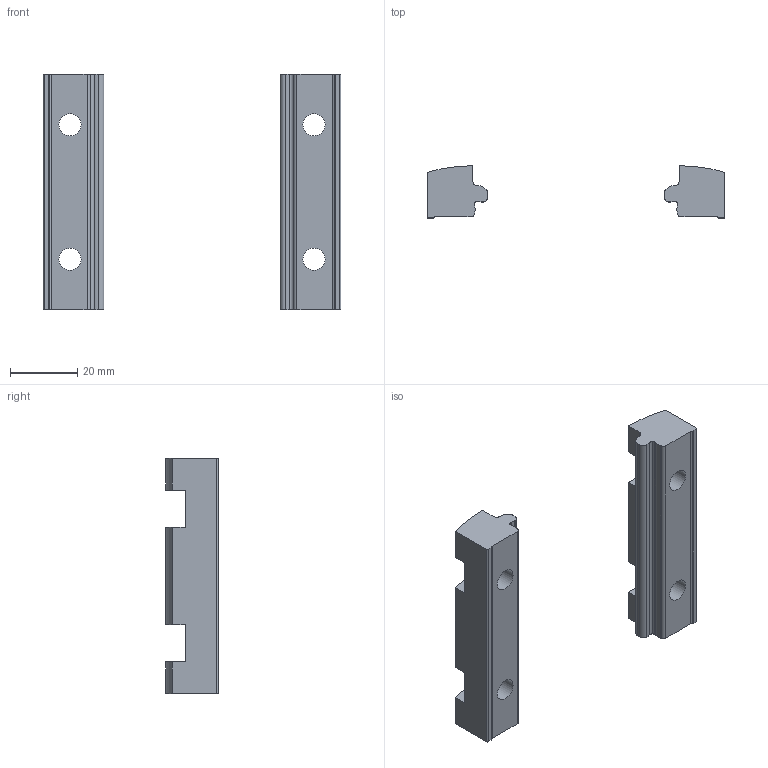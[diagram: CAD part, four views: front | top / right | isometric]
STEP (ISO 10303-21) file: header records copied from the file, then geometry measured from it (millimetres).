
FILE_DESCRIPTION(/* description */ ('STEP AP214'),/* implementation_level */ '2;1');
FILE_NAME(/* name */ '8197132_EAHF-E24-60-P',/* time_stamp */ '2024-08-21T04:46:20+02:00',/* author */ ('License CC BY-ND 4.0'),/* organization */ ('CADENAS'),/* preprocessor_version */ 'ST-DEVELOPER v19.3',/* originating_system */ 'PARTsolutions',/* authorisation */ ' ');
FILE_SCHEMA (('AUTOMOTIVE_DESIGN {1 0 10303 214 3 1 1}'));
Length unit declared in the file: millimetre
Products named in the file (2): 8197132 EAHF-E24-60-P---(60_400); 8196917 EAHF-E24-60-P---(400)
Assembly tree (2 placements, depth 2):
  8197132 EAHF-E24-60-P---(60_400)
    8196917 EAHF-E24-60-P---(400)  x2
Bounding box: 88.4 x 15.5 x 70 mm (x, y, z)
Volume: 26149 mm3; surface area: 10178.3 mm2
Topology: 2 solids, 2 shells, 76 faces, 220 edges, 148 vertices
Faces by surface type: plane 40, cylinder 36
Full cylindrical faces by diameter (mm): 6.6 x4
Entity records: 1308 total; most frequent: DIRECTION 227, CARTESIAN_POINT 222, ORIENTED_EDGE 212, EDGE_CURVE 106, AXIS2_PLACEMENT_3D 81, VERTEX_POINT 72, LINE 65, VECTOR 65
